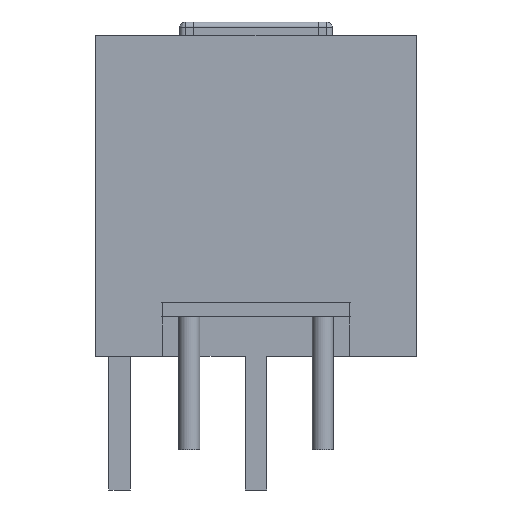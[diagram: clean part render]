
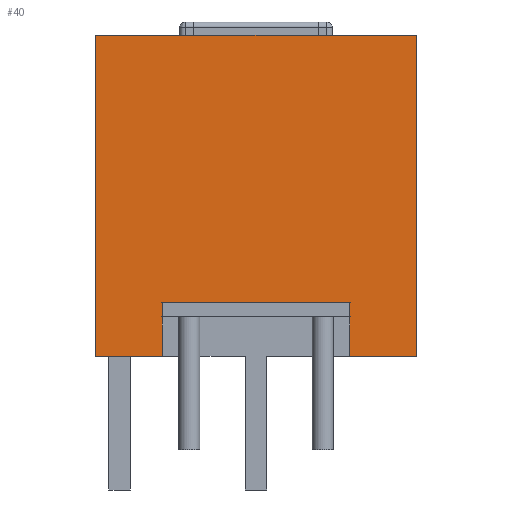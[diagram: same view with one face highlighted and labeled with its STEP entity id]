
A CAD part, front view. The second image highlights one B-rep face of the part: STEP entity #40.
In plain terms, the highlighted planar face has unit normal (0, -1, 0).
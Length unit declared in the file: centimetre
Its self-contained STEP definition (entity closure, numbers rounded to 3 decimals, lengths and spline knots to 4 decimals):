
#40 = ADVANCED_FACE ( 'NONE', ( #1388 ), #1087, .T. ) ;
#110 = DIRECTION ( 'NONE',  ( 1., 0., 0. ) ) ;
#228 = CARTESIAN_POINT ( 'NONE',  ( -0.35, -0.55, 0. ) ) ;
#364 = LINE ( 'NONE', #1843, #4198 ) ;
#389 = VERTEX_POINT ( 'NONE', #759 ) ;
#455 = CARTESIAN_POINT ( 'NONE',  ( 0., -0.55, 1.2 ) ) ;
#752 = EDGE_CURVE ( 'NONE', #3484, #4201, #364, .T. ) ;
#759 = CARTESIAN_POINT ( 'NONE',  ( -0.35, -0.55, 0.2 ) ) ;
#778 = DIRECTION ( 'NONE',  ( 1., 0., 0. ) ) ;
#835 = EDGE_CURVE ( 'NONE', #1665, #2834, #3979, .T. ) ;
#985 = CARTESIAN_POINT ( 'NONE',  ( 0., -0.55, 0. ) ) ;
#1002 = LINE ( 'NONE', #2044, #3281 ) ;
#1034 = VECTOR ( 'NONE', #4102, 100. ) ;
#1058 = CARTESIAN_POINT ( 'NONE',  ( 0.35, -0.55, 0.2 ) ) ;
#1076 = VECTOR ( 'NONE', #4360, 100. ) ;
#1087 = PLANE ( 'NONE',  #1761 ) ;
#1189 = EDGE_CURVE ( 'NONE', #1665, #3206, #1498, .T. ) ;
#1318 = CARTESIAN_POINT ( 'NONE',  ( -0.6, -0.55, 0. ) ) ;
#1327 = EDGE_CURVE ( 'NONE', #1638, #3484, #2286, .T. ) ;
#1354 = ORIENTED_EDGE ( 'NONE', *, *, #1327, .T. ) ;
#1388 = FACE_OUTER_BOUND ( 'NONE', #3025, .T. ) ;
#1438 = CARTESIAN_POINT ( 'NONE',  ( 0., -0.55, 0.2 ) ) ;
#1492 = CARTESIAN_POINT ( 'NONE',  ( 0.6, -0.55, 1.2 ) ) ;
#1498 = LINE ( 'NONE', #3634, #2583 ) ;
#1638 = VERTEX_POINT ( 'NONE', #1058 ) ;
#1643 = CARTESIAN_POINT ( 'NONE',  ( 0., -0.55, 0. ) ) ;
#1665 = VERTEX_POINT ( 'NONE', #2140 ) ;
#1724 = DIRECTION ( 'NONE',  ( 0., 0., -1. ) ) ;
#1761 = AXIS2_PLACEMENT_3D ( 'NONE', #985, #4595, #1724 ) ;
#1843 = CARTESIAN_POINT ( 'NONE',  ( 0., -0.55, 0. ) ) ;
#1935 = ORIENTED_EDGE ( 'NONE', *, *, #4311, .T. ) ;
#1956 = CARTESIAN_POINT ( 'NONE',  ( 0.35, -0.55, 0. ) ) ;
#1978 = CARTESIAN_POINT ( 'NONE',  ( 0.6, -0.55, 0. ) ) ;
#2044 = CARTESIAN_POINT ( 'NONE',  ( 0.6, -0.55, 0. ) ) ;
#2065 = VECTOR ( 'NONE', #4174, 100. ) ;
#2092 = CARTESIAN_POINT ( 'NONE',  ( -0.35, -0.55, 0. ) ) ;
#2111 = VERTEX_POINT ( 'NONE', #228 ) ;
#2113 = EDGE_CURVE ( 'NONE', #2111, #389, #4546, .T. ) ;
#2140 = CARTESIAN_POINT ( 'NONE',  ( -0.6, -0.55, 1.2 ) ) ;
#2286 = LINE ( 'NONE', #1956, #1034 ) ;
#2552 = VECTOR ( 'NONE', #778, 100. ) ;
#2570 = LINE ( 'NONE', #1438, #2552 ) ;
#2583 = VECTOR ( 'NONE', #3277, 100. ) ;
#2621 = ORIENTED_EDGE ( 'NONE', *, *, #1189, .T. ) ;
#2834 = VERTEX_POINT ( 'NONE', #1492 ) ;
#3025 = EDGE_LOOP ( 'NONE', ( #4104, #3929, #1354, #3746, #4124, #3313, #2621, #1935 ) ) ;
#3075 = DIRECTION ( 'NONE',  ( 0., 0., -1. ) ) ;
#3097 = VECTOR ( 'NONE', #110, 100. ) ;
#3206 = VERTEX_POINT ( 'NONE', #1318 ) ;
#3255 = DIRECTION ( 'NONE',  ( 1., 0., 0. ) ) ;
#3277 = DIRECTION ( 'NONE',  ( 0., 0., -1. ) ) ;
#3281 = VECTOR ( 'NONE', #3075, 100. ) ;
#3313 = ORIENTED_EDGE ( 'NONE', *, *, #835, .F. ) ;
#3484 = VERTEX_POINT ( 'NONE', #3721 ) ;
#3511 = EDGE_CURVE ( 'NONE', #2834, #4201, #1002, .T. ) ;
#3634 = CARTESIAN_POINT ( 'NONE',  ( -0.6, -0.55, 0. ) ) ;
#3721 = CARTESIAN_POINT ( 'NONE',  ( 0.35, -0.55, 0. ) ) ;
#3741 = LINE ( 'NONE', #1643, #1076 ) ;
#3746 = ORIENTED_EDGE ( 'NONE', *, *, #752, .T. ) ;
#3882 = EDGE_CURVE ( 'NONE', #389, #1638, #2570, .T. ) ;
#3929 = ORIENTED_EDGE ( 'NONE', *, *, #3882, .T. ) ;
#3979 = LINE ( 'NONE', #455, #3097 ) ;
#4102 = DIRECTION ( 'NONE',  ( 0., 0., -1. ) ) ;
#4104 = ORIENTED_EDGE ( 'NONE', *, *, #2113, .T. ) ;
#4124 = ORIENTED_EDGE ( 'NONE', *, *, #3511, .F. ) ;
#4174 = DIRECTION ( 'NONE',  ( 0., 0., 1. ) ) ;
#4198 = VECTOR ( 'NONE', #3255, 100. ) ;
#4201 = VERTEX_POINT ( 'NONE', #1978 ) ;
#4311 = EDGE_CURVE ( 'NONE', #3206, #2111, #3741, .T. ) ;
#4360 = DIRECTION ( 'NONE',  ( 1., 0., 0. ) ) ;
#4546 = LINE ( 'NONE', #2092, #2065 ) ;
#4595 = DIRECTION ( 'NONE',  ( 0., -1., 0. ) ) ;
